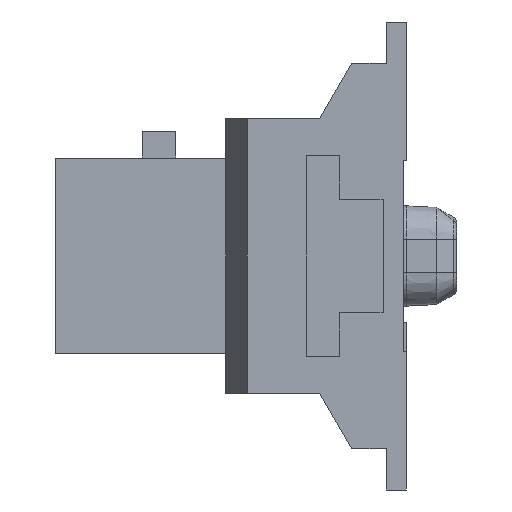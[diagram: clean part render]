
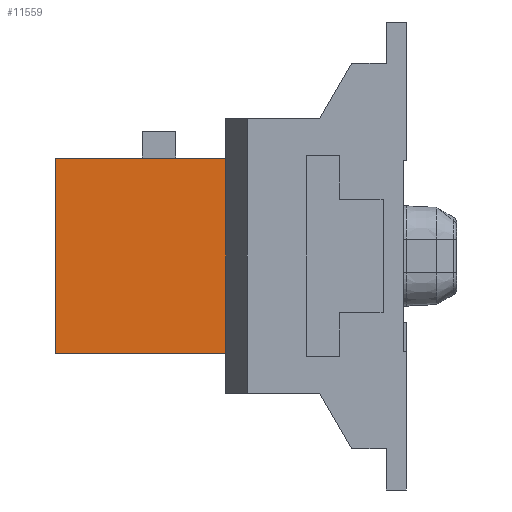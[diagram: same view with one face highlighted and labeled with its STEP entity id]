
A CAD part, left-side view. The second image highlights one B-rep face of the part: STEP entity #11559.
In plain terms, the highlighted planar face has unit normal (-1, 0, 0).
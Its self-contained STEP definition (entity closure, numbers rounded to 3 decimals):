
#740 = CARTESIAN_POINT ( 'NONE',  ( -4.03, 5.2, -1.465 ) ) ;
#1439 = CARTESIAN_POINT ( 'NONE',  ( -4.03, 5.2, 1.465 ) ) ;
#1497 = VECTOR ( 'NONE', #10595, 1000. ) ;
#1723 = DIRECTION ( 'NONE',  ( 0., 0., -1. ) ) ;
#2062 = FACE_OUTER_BOUND ( 'NONE', #8082, .T. ) ;
#2821 = CARTESIAN_POINT ( 'NONE',  ( -4.03, 2.296, -1.465 ) ) ;
#3157 = ORIENTED_EDGE ( 'NONE', *, *, #7420, .F. ) ;
#3179 = ORIENTED_EDGE ( 'NONE', *, *, #10493, .T. ) ;
#3781 = DIRECTION ( 'NONE',  ( 0., 1., 0. ) ) ;
#3937 = CARTESIAN_POINT ( 'NONE',  ( -4.03, 5.2, -1.465 ) ) ;
#4204 = VECTOR ( 'NONE', #3781, 1000. ) ;
#4208 = CARTESIAN_POINT ( 'NONE',  ( -4.03, 2.296, 1.465 ) ) ;
#4931 = DIRECTION ( 'NONE',  ( 0., 1., 0. ) ) ;
#5053 = VERTEX_POINT ( 'NONE', #2821 ) ;
#5678 = DIRECTION ( 'NONE',  ( 0., 0., 1. ) ) ;
#6532 = VECTOR ( 'NONE', #4931, 1000. ) ;
#6988 = VERTEX_POINT ( 'NONE', #1439 ) ;
#7420 = EDGE_CURVE ( 'NONE', #5053, #10609, #9069, .T. ) ;
#7446 = VECTOR ( 'NONE', #5678, 1000. ) ;
#7499 = DIRECTION ( 'NONE',  ( 1., 0., 0. ) ) ;
#8082 = EDGE_LOOP ( 'NONE', ( #3179, #9939, #3157, #11041 ) ) ;
#8390 = PLANE ( 'NONE',  #11542 ) ;
#8856 = LINE ( 'NONE', #11593, #1497 ) ;
#9069 = LINE ( 'NONE', #9690, #6532 ) ;
#9379 = EDGE_CURVE ( 'NONE', #5053, #9696, #10236, .T. ) ;
#9543 = CARTESIAN_POINT ( 'NONE',  ( -4.03, 5.2, 1.465 ) ) ;
#9690 = CARTESIAN_POINT ( 'NONE',  ( -4.03, 5.2, -1.465 ) ) ;
#9696 = VERTEX_POINT ( 'NONE', #4208 ) ;
#9939 = ORIENTED_EDGE ( 'NONE', *, *, #10636, .F. ) ;
#10236 = LINE ( 'NONE', #10413, #7446 ) ;
#10413 = CARTESIAN_POINT ( 'NONE',  ( -4.03, 2.296, -1.465 ) ) ;
#10493 = EDGE_CURVE ( 'NONE', #9696, #6988, #11509, .T. ) ;
#10595 = DIRECTION ( 'NONE',  ( 0., 0., 1. ) ) ;
#10609 = VERTEX_POINT ( 'NONE', #3937 ) ;
#10636 = EDGE_CURVE ( 'NONE', #10609, #6988, #8856, .T. ) ;
#11041 = ORIENTED_EDGE ( 'NONE', *, *, #9379, .T. ) ;
#11509 = LINE ( 'NONE', #9543, #4204 ) ;
#11542 = AXIS2_PLACEMENT_3D ( 'NONE', #740, #7499, #1723 ) ;
#11559 = ADVANCED_FACE ( 'NONE', ( #2062 ), #8390, .F. ) ;
#11593 = CARTESIAN_POINT ( 'NONE',  ( -4.03, 5.2, -1.465 ) ) ;
